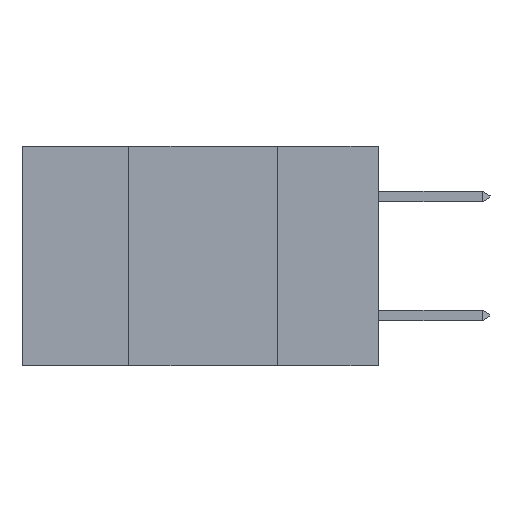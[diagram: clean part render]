
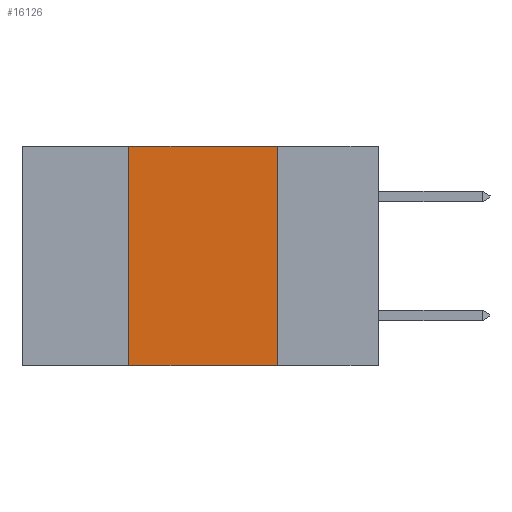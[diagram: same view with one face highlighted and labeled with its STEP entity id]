
A CAD part, left-side view. The second image highlights one B-rep face of the part: STEP entity #16126.
In plain terms, the highlighted planar face has unit normal (-1, 0, 0).
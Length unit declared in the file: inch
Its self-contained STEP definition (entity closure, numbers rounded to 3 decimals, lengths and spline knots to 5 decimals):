
#107 = CARTESIAN_POINT ( 'NONE',  ( 0., 0.42, 0. ) ) ;
#167 = CARTESIAN_POINT ( 'NONE',  ( 0., 0.17, -0.37 ) ) ;
#172 = LINE ( 'NONE', #17849, #17165 ) ;
#356 = DIRECTION ( 'NONE',  ( 0., 0., 1. ) ) ;
#685 = EDGE_CURVE ( 'NONE', #11131, #18762, #8583, .T. ) ;
#2342 = CARTESIAN_POINT ( 'NONE',  ( 0., 0.17, 0. ) ) ;
#3345 = ORIENTED_EDGE ( 'NONE', *, *, #19532, .F. ) ;
#3692 = DIRECTION ( 'NONE',  ( 1., 0., 0. ) ) ;
#4151 = VERTEX_POINT ( 'NONE', #2342 ) ;
#4336 = VECTOR ( 'NONE', #20939, 39.37008 ) ;
#5388 = PLANE ( 'NONE',  #19232 ) ;
#5556 = VECTOR ( 'NONE', #356, 39.37008 ) ;
#5670 = ORIENTED_EDGE ( 'NONE', *, *, #6998, .F. ) ;
#6480 = DIRECTION ( 'NONE',  ( 0., -1., 0. ) ) ;
#6998 = EDGE_CURVE ( 'NONE', #4151, #20917, #12307, .T. ) ;
#7281 = CARTESIAN_POINT ( 'NONE',  ( 0., 0.42, -0.37 ) ) ;
#7647 = CARTESIAN_POINT ( 'NONE',  ( 0., 0.6, 0. ) ) ;
#8583 = LINE ( 'NONE', #7281, #5556 ) ;
#8824 = CARTESIAN_POINT ( 'NONE',  ( 0., 0.6, 0. ) ) ;
#10876 = ORIENTED_EDGE ( 'NONE', *, *, #15992, .T. ) ;
#11131 = VERTEX_POINT ( 'NONE', #15950 ) ;
#12307 = LINE ( 'NONE', #20458, #19839 ) ;
#13650 = DIRECTION ( 'NONE',  ( 0., 0., -1. ) ) ;
#13975 = ORIENTED_EDGE ( 'NONE', *, *, #685, .F. ) ;
#15579 = EDGE_LOOP ( 'NONE', ( #5670, #3345, #13975, #10876 ) ) ;
#15633 = DIRECTION ( 'NONE',  ( 0., 0., -1. ) ) ;
#15799 = LINE ( 'NONE', #7647, #4336 ) ;
#15950 = CARTESIAN_POINT ( 'NONE',  ( 0., 0.42, -0.37 ) ) ;
#15992 = EDGE_CURVE ( 'NONE', #11131, #20917, #172, .T. ) ;
#16126 = ADVANCED_FACE ( 'NONE', ( #17071 ), #5388, .F. ) ;
#17071 = FACE_OUTER_BOUND ( 'NONE', #15579, .T. ) ;
#17165 = VECTOR ( 'NONE', #6480, 39.37008 ) ;
#17849 = CARTESIAN_POINT ( 'NONE',  ( 0., 0.6, -0.37 ) ) ;
#18762 = VERTEX_POINT ( 'NONE', #107 ) ;
#19232 = AXIS2_PLACEMENT_3D ( 'NONE', #8824, #3692, #13650 ) ;
#19532 = EDGE_CURVE ( 'NONE', #18762, #4151, #15799, .T. ) ;
#19839 = VECTOR ( 'NONE', #15633, 39.37008 ) ;
#20458 = CARTESIAN_POINT ( 'NONE',  ( 0., 0.17, -0.37 ) ) ;
#20917 = VERTEX_POINT ( 'NONE', #167 ) ;
#20939 = DIRECTION ( 'NONE',  ( 0., -1., 0. ) ) ;
